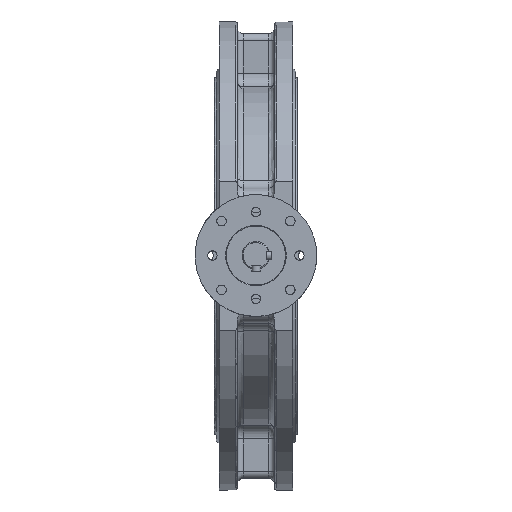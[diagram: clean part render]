
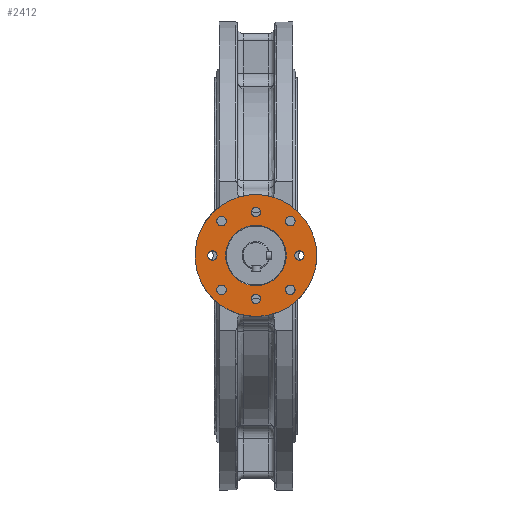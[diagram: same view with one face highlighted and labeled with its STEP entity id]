
A CAD part, top view. The second image highlights one B-rep face of the part: STEP entity #2412.
In plain terms, the highlighted planar face has unit normal (0, 0, 1).
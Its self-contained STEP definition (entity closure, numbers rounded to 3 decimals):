
#2273=CARTESIAN_POINT('',(-30.759,-30.759,427.0));
#2274=VERTEX_POINT('',#2273);
#2275=CARTESIAN_POINT('',(0.,0.,427.0));
#2276=DIRECTION('',(0.,0.,1.0));
#2277=DIRECTION('',(0.707,0.707,0.));
#2278=AXIS2_PLACEMENT_3D('',#2275,#2276,#2277);
#2279=CIRCLE('',#2278,43.5);
#2280=EDGE_CURVE('',#2274,#2274,#2279,.T.);
#2305=CARTESIAN_POINT('',(0.,0.,427.0));
#2306=DIRECTION('',(0.0,0.0,1.0));
#2307=DIRECTION('',(0.707,0.707,0.0));
#2308=AXIS2_PLACEMENT_3D('',#2305,#2306,#2307);
#2309=PLANE('',#2308);
#2310=CARTESIAN_POINT('',(-61.872,-61.872,427.0));
#2311=VERTEX_POINT('',#2310);
#2312=CARTESIAN_POINT('',(0.,0.,427.0));
#2313=DIRECTION('',(0.,0.,1.0));
#2314=DIRECTION('',(0.707,0.707,0.));
#2315=AXIS2_PLACEMENT_3D('',#2312,#2313,#2314);
#2316=CIRCLE('',#2315,87.5);
#2317=EDGE_CURVE('',#2311,#2311,#2316,.T.);
#2318=ORIENTED_EDGE('',*,*,#2317,.T.);
#2319=EDGE_LOOP('',(#2318));
#2320=FACE_OUTER_BOUND('',#2319,.T.);
#2321=CARTESIAN_POINT('',(4.773,-57.727,427.0));
#2322=VERTEX_POINT('',#2321);
#2323=CARTESIAN_POINT('',(0.,-62.5,427.0));
#2324=DIRECTION('',(0.,0.,-1.));
#2325=DIRECTION('',(-0.707,-0.707,0.));
#2326=AXIS2_PLACEMENT_3D('',#2323,#2324,#2325);
#2327=CIRCLE('',#2326,6.75);
#2328=EDGE_CURVE('',#2322,#2322,#2327,.T.);
#2329=ORIENTED_EDGE('',*,*,#2328,.T.);
#2330=EDGE_LOOP('',(#2329));
#2331=FACE_BOUND('',#2330,.T.);
#2332=CARTESIAN_POINT('',(57.727,4.773,427.0));
#2333=VERTEX_POINT('',#2332);
#2334=CARTESIAN_POINT('',(62.5,0.,427.0));
#2335=DIRECTION('',(0.,0.,-1.));
#2336=DIRECTION('',(0.707,-0.707,0.));
#2337=AXIS2_PLACEMENT_3D('',#2334,#2335,#2336);
#2338=CIRCLE('',#2337,6.75);
#2339=EDGE_CURVE('',#2333,#2333,#2338,.T.);
#2340=ORIENTED_EDGE('',*,*,#2339,.T.);
#2341=EDGE_LOOP('',(#2340));
#2342=FACE_BOUND('',#2341,.T.);
#2343=CARTESIAN_POINT('',(-4.773,57.727,427.0));
#2344=VERTEX_POINT('',#2343);
#2345=CARTESIAN_POINT('',(0.,62.5,427.0));
#2346=DIRECTION('',(0.,0.,-1.));
#2347=DIRECTION('',(0.707,0.707,0.));
#2348=AXIS2_PLACEMENT_3D('',#2345,#2346,#2347);
#2349=CIRCLE('',#2348,6.75);
#2350=EDGE_CURVE('',#2344,#2344,#2349,.T.);
#2351=ORIENTED_EDGE('',*,*,#2350,.T.);
#2352=EDGE_LOOP('',(#2351));
#2353=FACE_BOUND('',#2352,.T.);
#2354=CARTESIAN_POINT('',(-57.727,-4.773,427.0));
#2355=VERTEX_POINT('',#2354);
#2356=CARTESIAN_POINT('',(-62.5,0.,427.0));
#2357=DIRECTION('',(0.,0.,-1.0));
#2358=DIRECTION('',(-0.707,0.707,0.));
#2359=AXIS2_PLACEMENT_3D('',#2356,#2357,#2358);
#2360=CIRCLE('',#2359,6.75);
#2361=EDGE_CURVE('',#2355,#2355,#2360,.T.);
#2362=ORIENTED_EDGE('',*,*,#2361,.T.);
#2363=EDGE_LOOP('',(#2362));
#2364=FACE_BOUND('',#2363,.T.);
#2365=CARTESIAN_POINT('',(-44.606,54.389,427.0));
#2366=VERTEX_POINT('',#2365);
#2367=CARTESIAN_POINT('',(-49.497,49.497,427.0));
#2368=DIRECTION('',(0.,0.,-1.0));
#2369=DIRECTION('',(-0.707,-0.707,0.));
#2370=AXIS2_PLACEMENT_3D('',#2367,#2368,#2369);
#2371=CIRCLE('',#2370,6.918);
#2372=EDGE_CURVE('',#2366,#2366,#2371,.T.);
#2373=ORIENTED_EDGE('',*,*,#2372,.T.);
#2374=EDGE_LOOP('',(#2373));
#2375=FACE_BOUND('',#2374,.T.);
#2376=CARTESIAN_POINT('',(54.389,44.606,427.0));
#2377=VERTEX_POINT('',#2376);
#2378=CARTESIAN_POINT('',(49.497,49.497,427.0));
#2379=DIRECTION('',(0.,0.,-1.0));
#2380=DIRECTION('',(-0.707,0.707,0.));
#2381=AXIS2_PLACEMENT_3D('',#2378,#2379,#2380);
#2382=CIRCLE('',#2381,6.918);
#2383=EDGE_CURVE('',#2377,#2377,#2382,.T.);
#2384=ORIENTED_EDGE('',*,*,#2383,.T.);
#2385=EDGE_LOOP('',(#2384));
#2386=FACE_BOUND('',#2385,.T.);
#2387=CARTESIAN_POINT('',(44.606,-54.389,427.0));
#2388=VERTEX_POINT('',#2387);
#2389=CARTESIAN_POINT('',(49.497,-49.497,427.0));
#2390=DIRECTION('',(0.,0.,-1.0));
#2391=DIRECTION('',(0.707,0.707,0.));
#2392=AXIS2_PLACEMENT_3D('',#2389,#2390,#2391);
#2393=CIRCLE('',#2392,6.918);
#2394=EDGE_CURVE('',#2388,#2388,#2393,.T.);
#2395=ORIENTED_EDGE('',*,*,#2394,.T.);
#2396=EDGE_LOOP('',(#2395));
#2397=FACE_BOUND('',#2396,.T.);
#2398=CARTESIAN_POINT('',(-54.389,-44.606,427.0));
#2399=VERTEX_POINT('',#2398);
#2400=CARTESIAN_POINT('',(-49.497,-49.497,427.0));
#2401=DIRECTION('',(0.,0.,-1.0));
#2402=DIRECTION('',(0.707,-0.707,0.));
#2403=AXIS2_PLACEMENT_3D('',#2400,#2401,#2402);
#2404=CIRCLE('',#2403,6.918);
#2405=EDGE_CURVE('',#2399,#2399,#2404,.T.);
#2406=ORIENTED_EDGE('',*,*,#2405,.T.);
#2407=EDGE_LOOP('',(#2406));
#2408=FACE_BOUND('',#2407,.T.);
#2409=ORIENTED_EDGE('',*,*,#2280,.F.);
#2410=EDGE_LOOP('',(#2409));
#2411=FACE_BOUND('',#2410,.T.);
#2412=ADVANCED_FACE('',(#2320,#2331,#2342,#2353,#2364,#2375,#2386,#2397,#2408,#2411),#2309,.T.);
